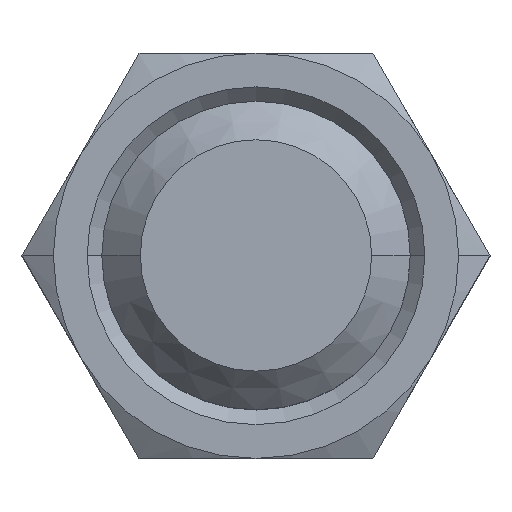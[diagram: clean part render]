
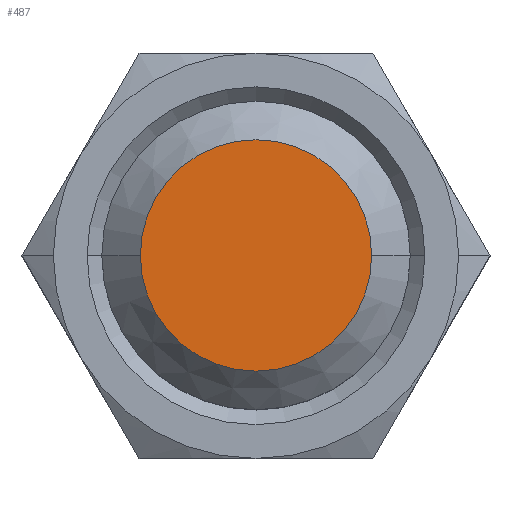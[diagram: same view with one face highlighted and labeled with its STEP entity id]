
A CAD part, top view. The second image highlights one B-rep face of the part: STEP entity #487.
In plain terms, the highlighted planar face has unit normal (0, 0, 1).
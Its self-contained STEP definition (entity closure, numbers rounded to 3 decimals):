
#258=CARTESIAN_POINT('',(0.,0.,25.));
#259=DIRECTION('',(0.,0.,1.));
#260=DIRECTION('',(-1.,0.,0.));
#261=AXIS2_PLACEMENT_3D('',#258,#259,#260);
#266=CARTESIAN_POINT('',(0.,0.,25.));
#267=DIRECTION('',(0.,0.,1.));
#268=DIRECTION('',(1.,0.,0.));
#269=AXIS2_PLACEMENT_3D('',#266,#267,#268);
#299=CARTESIAN_POINT('',(-3.,0.,25.));
#300=CARTESIAN_POINT('',(3.,0.,25.));
#301=VERTEX_POINT('',#299);
#302=VERTEX_POINT('',#300);
#477=CARTESIAN_POINT('',(0.,0.,25.));
#478=DIRECTION('',(0.,0.,1.));
#479=DIRECTION('',(1.,0.,0.));
#480=AXIS2_PLACEMENT_3D('',#477,#478,#479);
#481=PLANE('',#480);
#482=ORIENTED_EDGE('',*,*,#467,.F.);
#484=ORIENTED_EDGE('',*,*,#483,.F.);
#485=EDGE_LOOP('',(#482,#484));
#486=FACE_OUTER_BOUND('',#485,.F.);
#487=ADVANCED_FACE('',(#486),#481,.T.);
#262=CIRCLE('',#261,3.);
#270=CIRCLE('',#269,3.);
#467=EDGE_CURVE('',#301,#302,#262,.T.);
#483=EDGE_CURVE('',#302,#301,#270,.T.);
